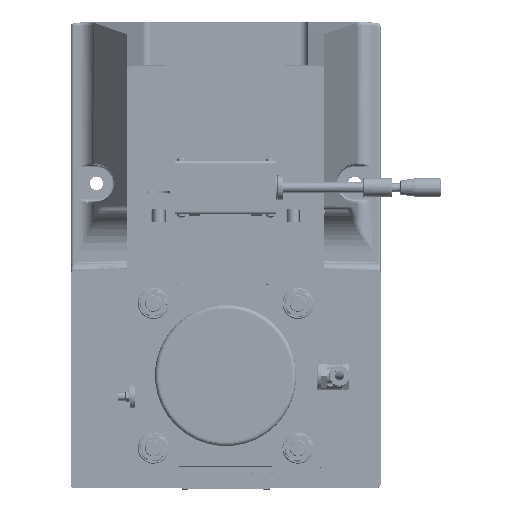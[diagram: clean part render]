
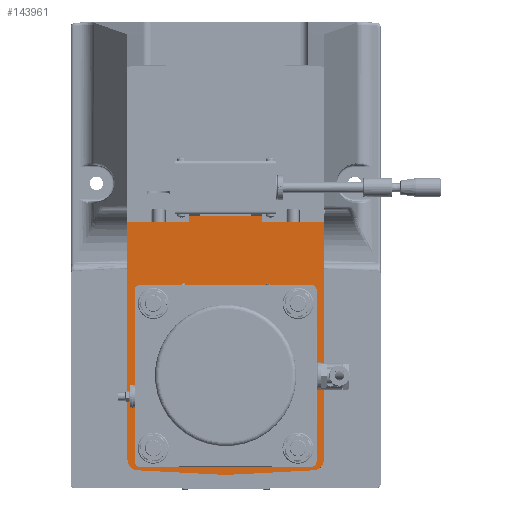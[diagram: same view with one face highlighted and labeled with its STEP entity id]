
A CAD part, top view. The second image highlights one B-rep face of the part: STEP entity #143961.
In plain terms, the highlighted planar face has unit normal (0, 0, 1).
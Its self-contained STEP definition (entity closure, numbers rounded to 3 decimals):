
#9401=LINE($,#213141,#22940);
#9402=LINE($,#213143,#22941);
#9403=LINE($,#213145,#22942);
#9404=LINE($,#213147,#22943);
#9405=LINE($,#213151,#22944);
#9406=LINE($,#213153,#22945);
#9407=LINE($,#213157,#22946);
#9408=LINE($,#213159,#22947);
#9409=LINE($,#213160,#22948);
#9410=LINE($,#213165,#22949);
#9411=LINE($,#213169,#22950);
#9412=LINE($,#213173,#22951);
#9413=LINE($,#213176,#22952);
#22940=VECTOR($,#169265,70.);
#22941=VECTOR($,#169266,6.);
#22942=VECTOR($,#169267,60.);
#22943=VECTOR($,#169268,230.51);
#22944=VECTOR($,#169271,85.641);
#22945=VECTOR($,#169272,85.641);
#22946=VECTOR($,#169275,230.51);
#22947=VECTOR($,#169276,60.);
#22948=VECTOR($,#169277,6.);
#22949=VECTOR($,#169280,162.);
#22950=VECTOR($,#169283,162.);
#22951=VECTOR($,#169286,162.);
#22952=VECTOR($,#169289,162.);
#38226=FACE_OUTER_BOUND($,#48134,.T.);
#43272=FACE_BOUND($,#48135,.T.);
#48134=EDGE_LOOP($,(#106387,#106388,#106389,#106390,#106391,#106392,#106393,
#106394,#106395,#106396,#106397));
#48135=EDGE_LOOP($,(#106398,#106399,#106400,#106401,#106402,#106403,#106404,
#106405));
#54134=CIRCLE($,#151840,10.);
#54135=CIRCLE($,#151841,10.);
#54136=CIRCLE($,#151842,4.5);
#54137=CIRCLE($,#151843,4.5);
#54138=CIRCLE($,#151844,4.5);
#54139=CIRCLE($,#151845,4.5);
#61029=VERTEX_POINT($,#213139);
#61030=VERTEX_POINT($,#213140);
#61031=VERTEX_POINT($,#213142);
#61032=VERTEX_POINT($,#213144);
#61033=VERTEX_POINT($,#213146);
#61034=VERTEX_POINT($,#213148);
#61035=VERTEX_POINT($,#213150);
#61036=VERTEX_POINT($,#213152);
#61037=VERTEX_POINT($,#213154);
#61038=VERTEX_POINT($,#213156);
#61039=VERTEX_POINT($,#213158);
#61040=VERTEX_POINT($,#213161);
#61041=VERTEX_POINT($,#213162);
#61042=VERTEX_POINT($,#213164);
#61043=VERTEX_POINT($,#213166);
#61044=VERTEX_POINT($,#213168);
#61045=VERTEX_POINT($,#213170);
#61046=VERTEX_POINT($,#213172);
#61047=VERTEX_POINT($,#213174);
#77463=EDGE_CURVE($,#61029,#61030,#9401,.T.);
#77464=EDGE_CURVE($,#61031,#61029,#9402,.T.);
#77465=EDGE_CURVE($,#61032,#61031,#9403,.T.);
#77466=EDGE_CURVE($,#61033,#61032,#9404,.T.);
#77467=EDGE_CURVE($,#61034,#61033,#54134,.T.);
#77468=EDGE_CURVE($,#61035,#61034,#9405,.T.);
#77469=EDGE_CURVE($,#61036,#61035,#9406,.T.);
#77470=EDGE_CURVE($,#61037,#61036,#54135,.T.);
#77471=EDGE_CURVE($,#61038,#61037,#9407,.T.);
#77472=EDGE_CURVE($,#61039,#61038,#9408,.T.);
#77473=EDGE_CURVE($,#61030,#61039,#9409,.T.);
#77474=EDGE_CURVE($,#61040,#61041,#54136,.T.);
#77475=EDGE_CURVE($,#61042,#61040,#9410,.T.);
#77476=EDGE_CURVE($,#61043,#61042,#54137,.T.);
#77477=EDGE_CURVE($,#61044,#61043,#9411,.T.);
#77478=EDGE_CURVE($,#61045,#61044,#54138,.T.);
#77479=EDGE_CURVE($,#61046,#61045,#9412,.T.);
#77480=EDGE_CURVE($,#61047,#61046,#54139,.T.);
#77481=EDGE_CURVE($,#61041,#61047,#9413,.T.);
#106387=ORIENTED_EDGE($,*,*,#77463,.F.);
#106388=ORIENTED_EDGE($,*,*,#77464,.F.);
#106389=ORIENTED_EDGE($,*,*,#77465,.F.);
#106390=ORIENTED_EDGE($,*,*,#77466,.F.);
#106391=ORIENTED_EDGE($,*,*,#77467,.F.);
#106392=ORIENTED_EDGE($,*,*,#77468,.F.);
#106393=ORIENTED_EDGE($,*,*,#77469,.F.);
#106394=ORIENTED_EDGE($,*,*,#77470,.F.);
#106395=ORIENTED_EDGE($,*,*,#77471,.F.);
#106396=ORIENTED_EDGE($,*,*,#77472,.F.);
#106397=ORIENTED_EDGE($,*,*,#77473,.F.);
#106398=ORIENTED_EDGE($,*,*,#77474,.F.);
#106399=ORIENTED_EDGE($,*,*,#77475,.F.);
#106400=ORIENTED_EDGE($,*,*,#77476,.F.);
#106401=ORIENTED_EDGE($,*,*,#77477,.F.);
#106402=ORIENTED_EDGE($,*,*,#77478,.F.);
#106403=ORIENTED_EDGE($,*,*,#77479,.F.);
#106404=ORIENTED_EDGE($,*,*,#77480,.F.);
#106405=ORIENTED_EDGE($,*,*,#77481,.F.);
#130587=PLANE($,#151839);
#143961=ADVANCED_FACE($,(#38226,#43272),#130587,.T.);
#151839=AXIS2_PLACEMENT_3D($,#213138,#169263,#169264);
#151840=AXIS2_PLACEMENT_3D($,#213149,#169269,#169270);
#151841=AXIS2_PLACEMENT_3D($,#213155,#169273,#169274);
#151842=AXIS2_PLACEMENT_3D($,#213163,#169278,#169279);
#151843=AXIS2_PLACEMENT_3D($,#213167,#169281,#169282);
#151844=AXIS2_PLACEMENT_3D($,#213171,#169284,#169285);
#151845=AXIS2_PLACEMENT_3D($,#213175,#169287,#169288);
#169263=DIRECTION('center_axis',(0.,0.,
1.));
#169264=DIRECTION('ref_axis',(0.,-1.,0.));
#169265=DIRECTION($,(1.,0.,0.));
#169266=DIRECTION($,(0.,1.,0.));
#169267=DIRECTION($,(1.,0.,0.));
#169268=DIRECTION($,(0.,1.,0.));
#169269=DIRECTION('center_axis',(0.,0.,
-1.));
#169270=DIRECTION('ref_axis',(0.,-1.,0.));
#169271=DIRECTION($,(-0.999,0.052,0.));
#169272=DIRECTION($,(-0.999,-0.052,0.));
#169273=DIRECTION('center_axis',(0.,0.,
-1.));
#169274=DIRECTION('ref_axis',(0.,-1.,0.));
#169275=DIRECTION($,(0.,-1.,0.));
#169276=DIRECTION($,(1.,0.,0.));
#169277=DIRECTION($,(0.,-1.,0.));
#169278=DIRECTION('center_axis',(0.,0.,
1.));
#169279=DIRECTION('ref_axis',(-0.707,0.707,0.));
#169280=DIRECTION($,(-1.,0.,0.));
#169281=DIRECTION('center_axis',(0.,0.,
1.));
#169282=DIRECTION('ref_axis',(0.707,0.707,0.));
#169283=DIRECTION($,(0.,1.,0.));
#169284=DIRECTION('center_axis',(0.,0.,
1.));
#169285=DIRECTION('ref_axis',(0.707,-0.707,0.));
#169286=DIRECTION($,(1.,0.,0.));
#169287=DIRECTION('center_axis',(0.,0.,
1.));
#169288=DIRECTION('ref_axis',(-0.707,-0.707,0.));
#169289=DIRECTION($,(0.,-1.,0.));
#213138=CARTESIAN_POINT('Origin',(0.987,-30.819,-2.303));
#213139=CARTESIAN_POINT('',(-22.,90.,-2.303));
#213140=CARTESIAN_POINT('',(48.,90.,-2.303));
#213141=CARTESIAN_POINT($,(24.494,90.,-2.303));
#213142=CARTESIAN_POINT('',(-22.,84.,-2.303));
#213143=CARTESIAN_POINT($,(-22.,29.59,-2.303));
#213144=CARTESIAN_POINT('',(-82.,84.,-2.303));
#213145=CARTESIAN_POINT($,(-10.506,84.,-2.303));
#213146=CARTESIAN_POINT('',(-82.,-146.51,-2.303));
#213147=CARTESIAN_POINT($,(-82.,-93.41,-2.303));
#213148=CARTESIAN_POINT('',(-72.523,-156.497,-2.303));
#213149=CARTESIAN_POINT('Origin',(-72.,-146.51,-2.303));
#213150=CARTESIAN_POINT('',(13.,-160.979,-2.303));
#213151=CARTESIAN_POINT($,(-43.891,-157.997,-2.303));
#213152=CARTESIAN_POINT('',(98.523,-156.497,-2.303));
#213153=CARTESIAN_POINT($,(57.911,-158.625,-2.303));
#213154=CARTESIAN_POINT('',(108.,-146.51,-2.303));
#213155=CARTESIAN_POINT('Origin',(98.,-146.51,-2.303));
#213156=CARTESIAN_POINT('',(108.,84.,-2.303));
#213157=CARTESIAN_POINT($,(108.,28.09,-2.303));
#213158=CARTESIAN_POINT('',(48.,84.,-2.303));
#213159=CARTESIAN_POINT($,(57.104,84.,-2.303));
#213160=CARTESIAN_POINT($,(48.,26.59,-2.303));
#213161=CARTESIAN_POINT('',(-68.,19.5,-2.303));
#213162=CARTESIAN_POINT('',(-72.5,15.,-2.303));
#213163=CARTESIAN_POINT('Origin',(-68.,15.,-2.303));
#213164=CARTESIAN_POINT('',(94.,19.5,-2.303));
#213165=CARTESIAN_POINT($,(-30.,19.5,-2.303));
#213166=CARTESIAN_POINT('',(98.5,15.,-2.303));
#213167=CARTESIAN_POINT('Origin',(94.,15.,-2.303));
#213168=CARTESIAN_POINT('',(98.5,-147.,-2.303));
#213169=CARTESIAN_POINT($,(98.5,-23.,-2.303));
#213170=CARTESIAN_POINT('',(94.,-151.5,-2.303));
#213171=CARTESIAN_POINT('Origin',(94.,-147.,-2.303));
#213172=CARTESIAN_POINT('',(-68.,-151.5,-2.303));
#213173=CARTESIAN_POINT($,(56.,-151.5,-2.303));
#213174=CARTESIAN_POINT('',(-72.5,-147.,-2.303));
#213175=CARTESIAN_POINT('Origin',(-68.,-147.,-2.303));
#213176=CARTESIAN_POINT($,(-72.5,-109.,-2.303));
